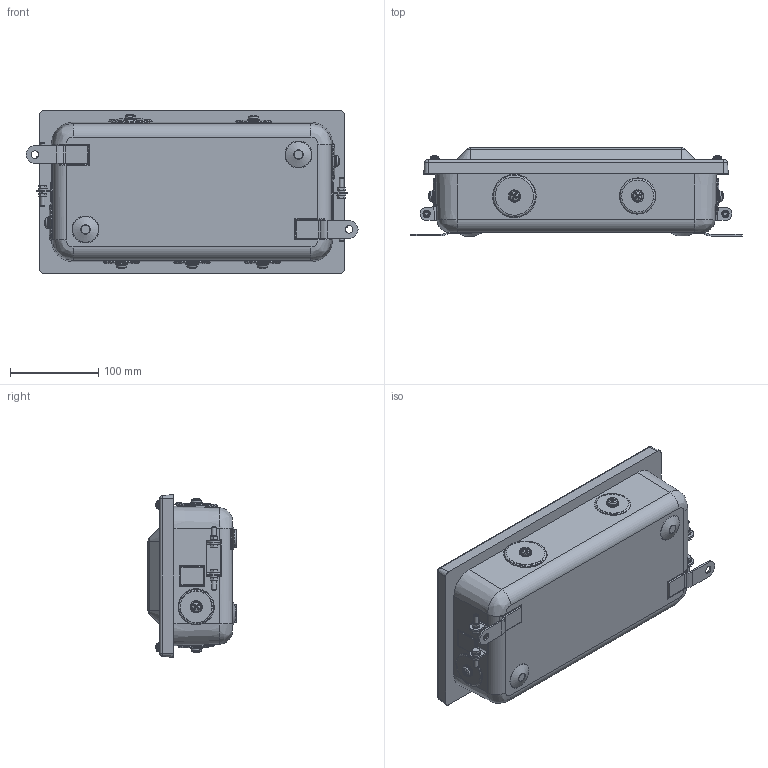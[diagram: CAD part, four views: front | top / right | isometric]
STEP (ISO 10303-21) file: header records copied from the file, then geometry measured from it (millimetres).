
FILE_DESCRIPTION(/* description */ (''),/* implementation_level */ '2;1');
FILE_NAME(/* name */ '',/* time_stamp */ '2025-07-23T11:34:51+07:00',/* author */ ('zeta-72'),/* organization */ (''),/* preprocessor_version */ 'ST-DEVELOPER v19.2',/* originating_system */ 'Autodesk Inventor 2024',/* authorisation */ '');
FILE_SCHEMA (('AUTOMOTIVE_DESIGN { 1 0 10303 214 3 1 1 }'));
Length unit declared in the file: millimetre
Products named in the file (1): ЗЭТА.030.381.000 СБ Коробка 
металлическая 336х1
75х100 IP65_Упростить_1
Bounding box: 377 x 100 x 185 mm (x, y, z)
Volume: 4476762.6 mm3; surface area: 226733.5 mm2
Topology: 1 solids, 1 shells, 723 faces, 1805 edges, 1140 vertices
Faces by surface type: plane 275, cone 185, cylinder 135, torus 89, bspline 24, sphere 15
Full cylindrical faces by diameter (mm): 5 x8, 6.7 x4, 8.5 x2, 10 x8, 14 x7, 36 x6, 44 x1
Entity records: 24021 total; most frequent: CARTESIAN_POINT 6572, ORIENTED_EDGE 3572, DIRECTION 3482, EDGE_CURVE 1786, AXIS2_PLACEMENT_3D 1446, VERTEX_POINT 1140, EDGE_LOOP 810, STYLED_ITEM 724
